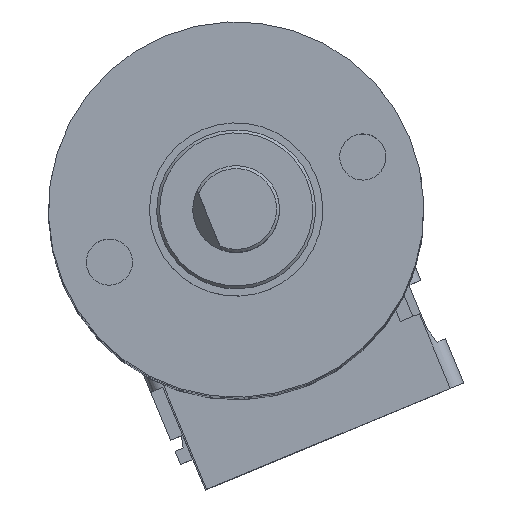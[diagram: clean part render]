
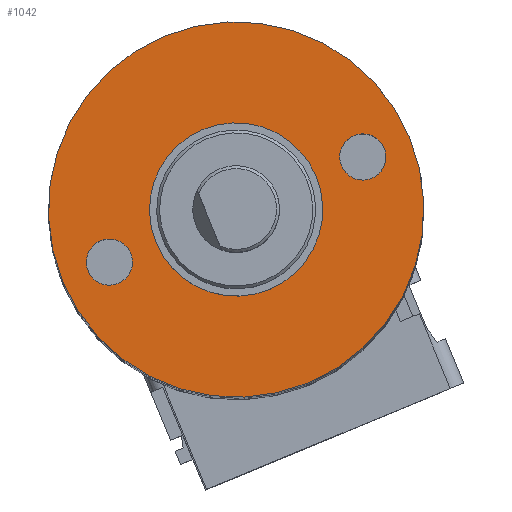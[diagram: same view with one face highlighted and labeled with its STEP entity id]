
A CAD part, top view. The second image highlights one B-rep face of the part: STEP entity #1042.
In plain terms, the highlighted planar face has unit normal (0, 0, 1).
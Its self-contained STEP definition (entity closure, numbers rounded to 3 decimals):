
#29 = AXIS2_PLACEMENT_3D ( 'NONE', #1250, #6050, #1948 ) ;
#88 = CARTESIAN_POINT ( 'NONE',  ( -99.104, 6.507, 61.724 ) ) ;
#106 = CIRCLE ( 'NONE', #2157, 3. ) ;
#156 = CARTESIAN_POINT ( 'NONE',  ( -94.717, 8.326, 61.724 ) ) ;
#181 = DIRECTION ( 'NONE',  ( 0., 0., 1. ) ) ;
#213 = CARTESIAN_POINT ( 'NONE',  ( -97.488, 7.177, 61.724 ) ) ;
#322 = FACE_BOUND ( 'NONE', #7758, .T. ) ;
#520 = CARTESIAN_POINT ( 'NONE',  ( -90.329, 10.146, 61.724 ) ) ;
#775 = DIRECTION ( 'NONE',  ( 0.924, 0.383, 0. ) ) ;
#809 = PLANE ( 'NONE',  #1285 ) ;
#853 = EDGE_CURVE ( 'NONE', #2030, #4612, #5482, .T. ) ;
#1042 = ADVANCED_FACE ( 'NONE', ( #7191, #322, #1934, #5375 ), #809, .F. ) ;
#1065 = ORIENTED_EDGE ( 'NONE', *, *, #2389, .T. ) ;
#1198 = DIRECTION ( 'NONE',  ( 0.924, 0.383, 0. ) ) ;
#1250 = CARTESIAN_POINT ( 'NONE',  ( -94.717, 8.326, 61.724 ) ) ;
#1285 = AXIS2_PLACEMENT_3D ( 'NONE', #156, #5642, #1543 ) ;
#1310 = ORIENTED_EDGE ( 'NONE', *, *, #853, .F. ) ;
#1539 = DIRECTION ( 'NONE',  ( 0., 0., 1. ) ) ;
#1543 = DIRECTION ( 'NONE',  ( -0.924, -0.383, 0. ) ) ;
#1696 = AXIS2_PLACEMENT_3D ( 'NONE', #520, #5324, #1198 ) ;
#1714 = VERTEX_POINT ( 'NONE', #3169 ) ;
#1925 = EDGE_CURVE ( 'NONE', #4612, #2030, #4705, .T. ) ;
#1934 = FACE_BOUND ( 'NONE', #8218, .T. ) ;
#1948 = DIRECTION ( 'NONE',  ( -0.924, -0.383, 0. ) ) ;
#1985 = CIRCLE ( 'NONE', #4297, 0.8 ) ;
#2030 = VERTEX_POINT ( 'NONE', #7589 ) ;
#2113 = ORIENTED_EDGE ( 'NONE', *, *, #8164, .F. ) ;
#2157 = AXIS2_PLACEMENT_3D ( 'NONE', #2839, #7631, #3510 ) ;
#2159 = CARTESIAN_POINT ( 'NONE',  ( -94.717, 8.326, 61.724 ) ) ;
#2389 = EDGE_CURVE ( 'NONE', #6014, #8204, #106, .T. ) ;
#2521 = EDGE_LOOP ( 'NONE', ( #2113, #7987 ) ) ;
#2563 = AXIS2_PLACEMENT_3D ( 'NONE', #5641, #1539, #6336 ) ;
#2682 = CIRCLE ( 'NONE', #2563, 0.8 ) ;
#2839 = CARTESIAN_POINT ( 'NONE',  ( -94.717, 8.326, 61.724 ) ) ;
#2860 = DIRECTION ( 'NONE',  ( -0.924, -0.383, 0. ) ) ;
#2911 = AXIS2_PLACEMENT_3D ( 'NONE', #8047, #3913, #8751 ) ;
#3160 = CARTESIAN_POINT ( 'NONE',  ( -88.712, 10.816, 61.724 ) ) ;
#3169 = CARTESIAN_POINT ( 'NONE',  ( -89.59, 10.452, 61.724 ) ) ;
#3357 = CARTESIAN_POINT ( 'NONE',  ( -99.843, 6.2, 61.724 ) ) ;
#3510 = DIRECTION ( 'NONE',  ( -0.924, -0.383, 0. ) ) ;
#3552 = EDGE_CURVE ( 'NONE', #8749, #1714, #2682, .T. ) ;
#3913 = DIRECTION ( 'NONE',  ( 0., 0., -1. ) ) ;
#4119 = EDGE_CURVE ( 'NONE', #8204, #6014, #7061, .T. ) ;
#4292 = CARTESIAN_POINT ( 'NONE',  ( -99.104, 6.507, 61.724 ) ) ;
#4297 = AXIS2_PLACEMENT_3D ( 'NONE', #88, #4882, #775 ) ;
#4534 = VERTEX_POINT ( 'NONE', #3357 ) ;
#4612 = VERTEX_POINT ( 'NONE', #3160 ) ;
#4705 = CIRCLE ( 'NONE', #29, 6.5 ) ;
#4711 = ORIENTED_EDGE ( 'NONE', *, *, #6797, .F. ) ;
#4882 = DIRECTION ( 'NONE',  ( 0., 0., 1. ) ) ;
#4929 = CARTESIAN_POINT ( 'NONE',  ( -91.946, 9.475, 61.724 ) ) ;
#4980 = DIRECTION ( 'NONE',  ( 0.924, 0.383, 0. ) ) ;
#5106 = ORIENTED_EDGE ( 'NONE', *, *, #3552, .F. ) ;
#5324 = DIRECTION ( 'NONE',  ( 0., 0., 1. ) ) ;
#5328 = AXIS2_PLACEMENT_3D ( 'NONE', #4292, #181, #4980 ) ;
#5375 = FACE_OUTER_BOUND ( 'NONE', #7227, .T. ) ;
#5482 = CIRCLE ( 'NONE', #7437, 6.5 ) ;
#5540 = CARTESIAN_POINT ( 'NONE',  ( -98.365, 6.813, 61.724 ) ) ;
#5641 = CARTESIAN_POINT ( 'NONE',  ( -90.329, 10.146, 61.724 ) ) ;
#5642 = DIRECTION ( 'NONE',  ( 0., 0., -1. ) ) ;
#6014 = VERTEX_POINT ( 'NONE', #4929 ) ;
#6050 = DIRECTION ( 'NONE',  ( 0., 0., -1. ) ) ;
#6336 = DIRECTION ( 'NONE',  ( 0.924, 0.383, 0. ) ) ;
#6386 = ORIENTED_EDGE ( 'NONE', *, *, #4119, .T. ) ;
#6797 = EDGE_CURVE ( 'NONE', #1714, #8749, #6932, .T. ) ;
#6932 = CIRCLE ( 'NONE', #1696, 0.8 ) ;
#6952 = DIRECTION ( 'NONE',  ( 0., 0., -1. ) ) ;
#7010 = CARTESIAN_POINT ( 'NONE',  ( -91.068, 9.839, 61.724 ) ) ;
#7061 = CIRCLE ( 'NONE', #2911, 3. ) ;
#7191 = FACE_BOUND ( 'NONE', #2521, .T. ) ;
#7227 = EDGE_LOOP ( 'NONE', ( #7800, #1310 ) ) ;
#7318 = CIRCLE ( 'NONE', #5328, 0.8 ) ;
#7361 = EDGE_CURVE ( 'NONE', #4534, #7739, #1985, .T. ) ;
#7437 = AXIS2_PLACEMENT_3D ( 'NONE', #2159, #6952, #2860 ) ;
#7589 = CARTESIAN_POINT ( 'NONE',  ( -100.721, 5.836, 61.724 ) ) ;
#7631 = DIRECTION ( 'NONE',  ( 0., 0., -1. ) ) ;
#7739 = VERTEX_POINT ( 'NONE', #5540 ) ;
#7758 = EDGE_LOOP ( 'NONE', ( #4711, #5106 ) ) ;
#7800 = ORIENTED_EDGE ( 'NONE', *, *, #1925, .F. ) ;
#7987 = ORIENTED_EDGE ( 'NONE', *, *, #7361, .F. ) ;
#8047 = CARTESIAN_POINT ( 'NONE',  ( -94.717, 8.326, 61.724 ) ) ;
#8164 = EDGE_CURVE ( 'NONE', #7739, #4534, #7318, .T. ) ;
#8204 = VERTEX_POINT ( 'NONE', #213 ) ;
#8218 = EDGE_LOOP ( 'NONE', ( #6386, #1065 ) ) ;
#8749 = VERTEX_POINT ( 'NONE', #7010 ) ;
#8751 = DIRECTION ( 'NONE',  ( -0.924, -0.383, 0. ) ) ;
